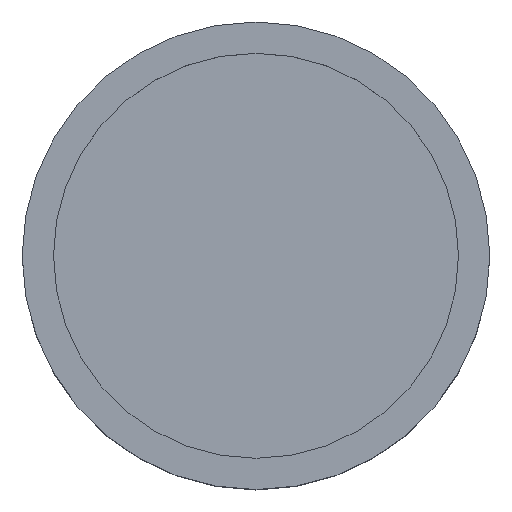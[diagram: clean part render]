
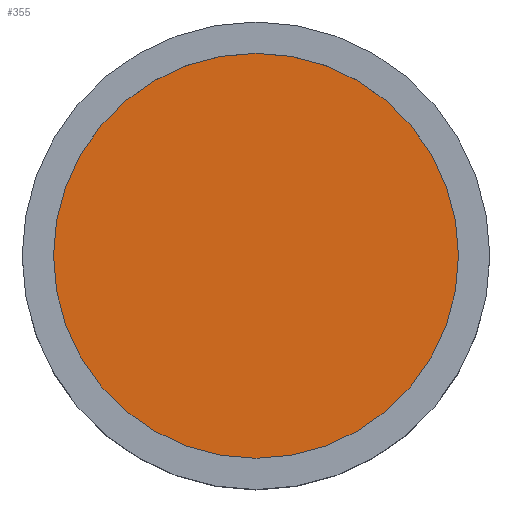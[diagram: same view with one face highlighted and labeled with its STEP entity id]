
A CAD part, top view. The second image highlights one B-rep face of the part: STEP entity #355.
In plain terms, the highlighted planar face has unit normal (0, 0, 1).
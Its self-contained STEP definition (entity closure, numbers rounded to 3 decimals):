
#8 = CARTESIAN_POINT ( 'NONE',  ( 5.5, 0., 5.4 ) ) ;
#13 = EDGE_CURVE ( 'NONE', #29, #464, #210, .T. ) ;
#29 = VERTEX_POINT ( 'NONE', #8 ) ;
#43 = ORIENTED_EDGE ( 'NONE', *, *, #13, .T. ) ;
#79 = DIRECTION ( 'NONE',  ( 1., 0., 0. ) ) ;
#90 = DIRECTION ( 'NONE',  ( 0., 0., 1. ) ) ;
#126 = PLANE ( 'NONE',  #218 ) ;
#136 = CARTESIAN_POINT ( 'NONE',  ( -5.5, 0., 5.4 ) ) ;
#185 = AXIS2_PLACEMENT_3D ( 'NONE', #207, #299, #228 ) ;
#207 = CARTESIAN_POINT ( 'NONE',  ( 0., 0., 5.4 ) ) ;
#210 = CIRCLE ( 'NONE', #489, 5.5 ) ;
#218 = AXIS2_PLACEMENT_3D ( 'NONE', #436, #90, #79 ) ;
#228 = DIRECTION ( 'NONE',  ( 1., 0., 0. ) ) ;
#299 = DIRECTION ( 'NONE',  ( 0., 0., 1. ) ) ;
#304 = ORIENTED_EDGE ( 'NONE', *, *, #475, .T. ) ;
#315 = FACE_OUTER_BOUND ( 'NONE', #428, .T. ) ;
#355 = ADVANCED_FACE ( 'NONE', ( #315 ), #126, .T. ) ;
#387 = DIRECTION ( 'NONE',  ( 1., 0., 0. ) ) ;
#400 = CIRCLE ( 'NONE', #185, 5.5 ) ;
#428 = EDGE_LOOP ( 'NONE', ( #43, #304 ) ) ;
#436 = CARTESIAN_POINT ( 'NONE',  ( 0., 0., 5.4 ) ) ;
#454 = DIRECTION ( 'NONE',  ( 0., 0., 1. ) ) ;
#464 = VERTEX_POINT ( 'NONE', #136 ) ;
#475 = EDGE_CURVE ( 'NONE', #464, #29, #400, .T. ) ;
#489 = AXIS2_PLACEMENT_3D ( 'NONE', #491, #454, #387 ) ;
#491 = CARTESIAN_POINT ( 'NONE',  ( 0., 0., 5.4 ) ) ;
